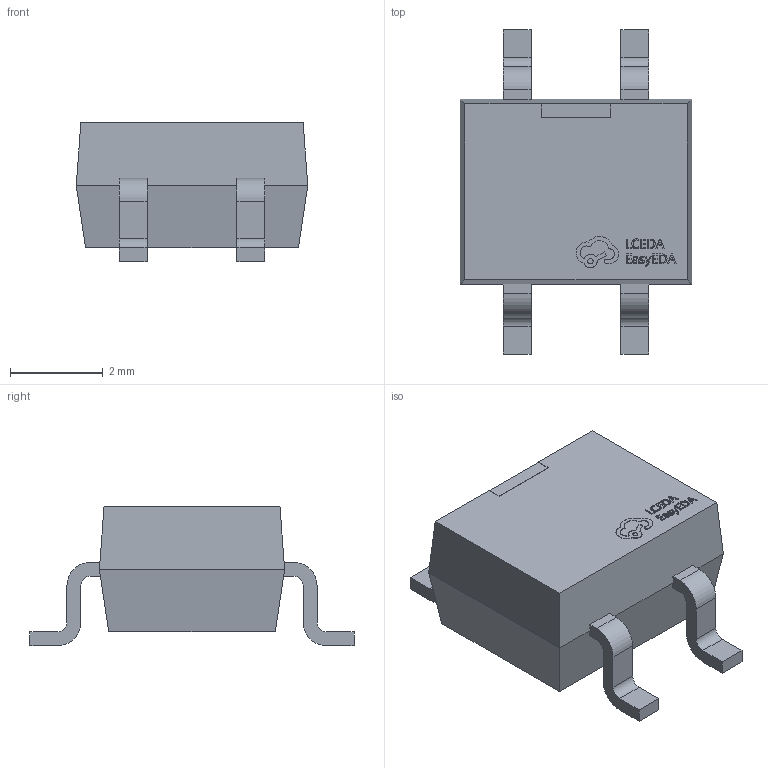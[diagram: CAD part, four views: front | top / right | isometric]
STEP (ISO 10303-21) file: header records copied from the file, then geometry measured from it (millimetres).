
FILE_DESCRIPTION (( 'STEP AP214' ), '1' );
FILE_NAME ('MINIDIP_4P-L4.7-W3.8-H3.0-P2.50-LS7.0-BL.step', '2022-06-21T14:19:14', ( '' ), ( '' ), 'SwSTEP 2.0', 'SolidWorks 2020', '' );
FILE_SCHEMA (( 'AUTOMOTIVE_DESIGN' ));
Length unit declared in the file: millimetre
Products named in the file (1): MINIDIP_4P-L4.7-W3.8-H3.0-P2.50-LS7.0-BL
Bounding box: 5 x 7 x 3.01 mm (x, y, z)
Volume: 52.3 mm3; surface area: 104 mm2
Topology: 1 solids, 1 shells, 349 faces, 959 edges, 638 vertices
Faces by surface type: plane 221, bspline 112, cylinder 16
Entity records: 15442 total; most frequent: CARTESIAN_POINT 4051, ORIENTED_EDGE 1918, DIRECTION 1239, EDGE_CURVE 959, VECTOR 699, LINE 699, VERTEX_POINT 638, EDGE_LOOP 375
